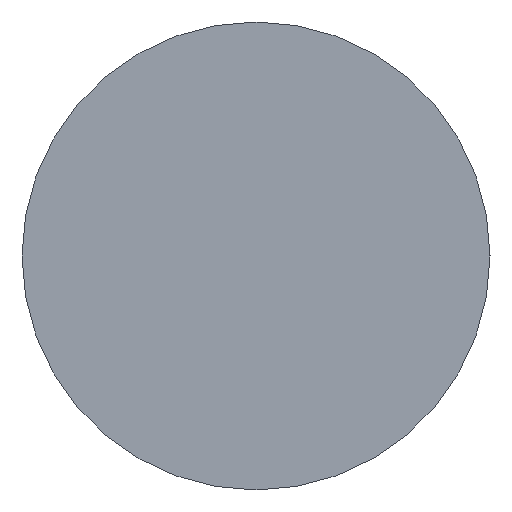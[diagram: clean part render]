
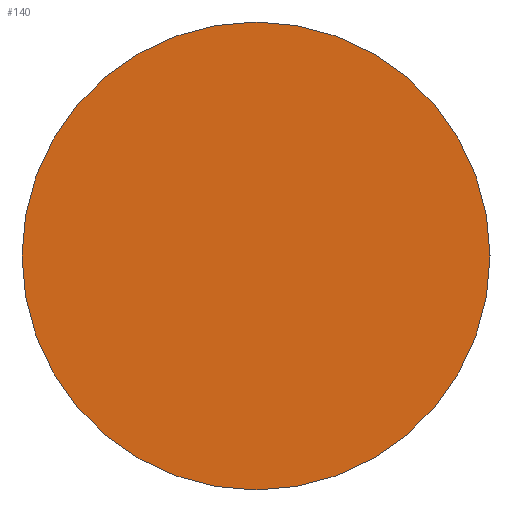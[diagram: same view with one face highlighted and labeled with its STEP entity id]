
A CAD part, left-side view. The second image highlights one B-rep face of the part: STEP entity #140.
In plain terms, the highlighted planar face has unit normal (-1, 0, 0).
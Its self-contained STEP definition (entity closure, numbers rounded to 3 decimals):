
#21 = EDGE_LOOP ( 'NONE', ( #91, #33 ) ) ;
#24 = DIRECTION ( 'NONE',  ( 0., 0., -1. ) ) ;
#33 = ORIENTED_EDGE ( 'NONE', *, *, #62, .F. ) ;
#45 = DIRECTION ( 'NONE',  ( 1., 0., 0. ) ) ;
#58 = CARTESIAN_POINT ( 'NONE',  ( 0., 0., 4. ) ) ;
#62 = EDGE_CURVE ( 'NONE', #63, #133, #88, .T. ) ;
#63 = VERTEX_POINT ( 'NONE', #69 ) ;
#64 = AXIS2_PLACEMENT_3D ( 'NONE', #170, #95, #65 ) ;
#65 = DIRECTION ( 'NONE',  ( 0., 0., -1. ) ) ;
#66 = FACE_OUTER_BOUND ( 'NONE', #21, .T. ) ;
#69 = CARTESIAN_POINT ( 'NONE',  ( 0., 0., -4. ) ) ;
#72 = CARTESIAN_POINT ( 'NONE',  ( 0., 0., 0. ) ) ;
#81 = DIRECTION ( 'NONE',  ( 1., 0., 0. ) ) ;
#88 = CIRCLE ( 'NONE', #146, 4. ) ;
#91 = ORIENTED_EDGE ( 'NONE', *, *, #157, .F. ) ;
#94 = AXIS2_PLACEMENT_3D ( 'NONE', #72, #45, #97 ) ;
#95 = DIRECTION ( 'NONE',  ( 1., 0., 0. ) ) ;
#97 = DIRECTION ( 'NONE',  ( 0., 0., -1. ) ) ;
#105 = PLANE ( 'NONE',  #64 ) ;
#110 = CIRCLE ( 'NONE', #94, 4. ) ;
#129 = CARTESIAN_POINT ( 'NONE',  ( 0., 0., 0. ) ) ;
#133 = VERTEX_POINT ( 'NONE', #58 ) ;
#140 = ADVANCED_FACE ( 'NONE', ( #66 ), #105, .F. ) ;
#146 = AXIS2_PLACEMENT_3D ( 'NONE', #129, #81, #24 ) ;
#157 = EDGE_CURVE ( 'NONE', #133, #63, #110, .T. ) ;
#170 = CARTESIAN_POINT ( 'NONE',  ( 0., 0., 0. ) ) ;
